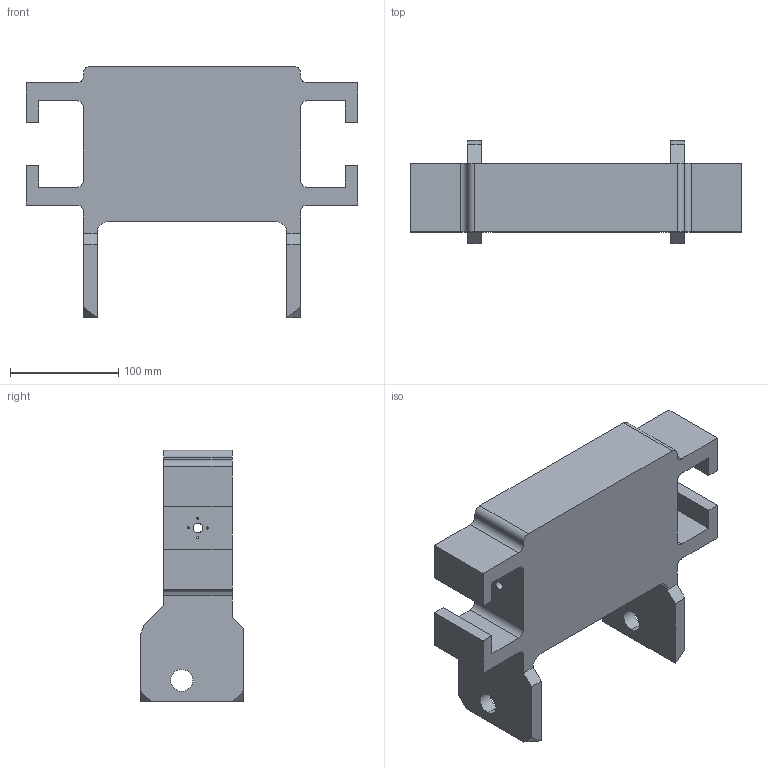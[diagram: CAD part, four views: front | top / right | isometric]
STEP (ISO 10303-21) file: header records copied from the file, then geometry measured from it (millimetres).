
FILE_DESCRIPTION (( 'STEP AP203' ), '1' );
FILE_NAME ('LD Underbite 3LB Body.STEP', '2024-04-10T22:23:52', ( '' ), ( '' ), 'SwSTEP 2.0', 'SolidWorks 2022', '' );
FILE_SCHEMA (( 'CONFIG_CONTROL_DESIGN' ));
Length unit declared in the file: inch
Products named in the file (1): LD Underbite 3LB Body
Bounding box: 306.66 x 95.25 x 232.41 mm (x, y, z)
Volume: 1179423.3 mm3; surface area: 215078.4 mm2
Topology: 1 solids, 1 shells, 110 faces, 301 edges, 200 vertices
Faces by surface type: plane 62, cylinder 48
Entity records: 3630 total; most frequent: CARTESIAN_POINT 618, DIRECTION 615, ORIENTED_EDGE 602, EDGE_CURVE 301, AXIS2_PLACEMENT_3D 205, VECTOR 205, LINE 205, VERTEX_POINT 200
